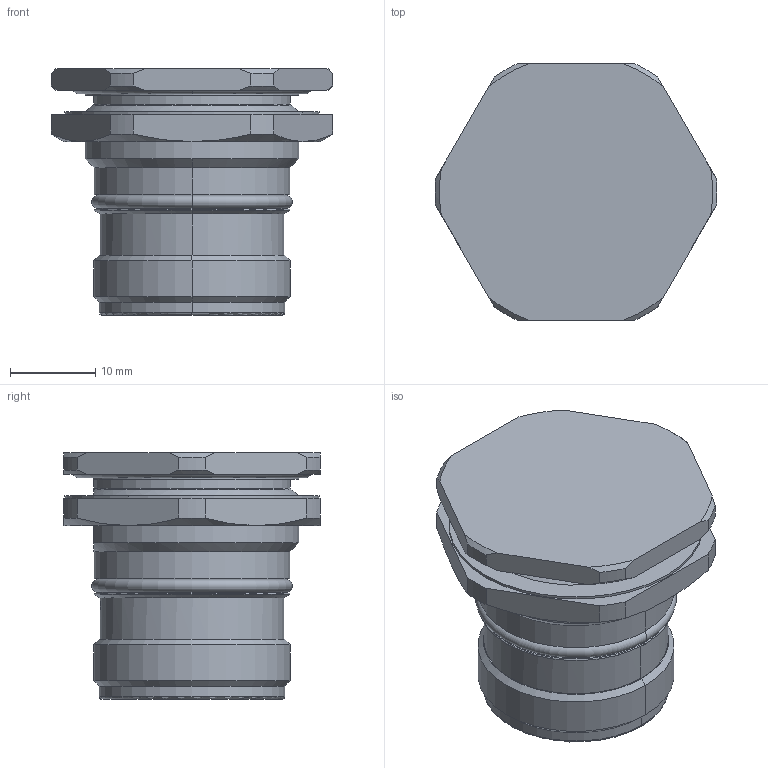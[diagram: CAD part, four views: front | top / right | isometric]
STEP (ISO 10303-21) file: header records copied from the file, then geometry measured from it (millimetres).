
FILE_DESCRIPTION((''),'2;1');
FILE_NAME('RC-0000000H000','2015-06-08T',('skraut'),(''),'PRO/ENGINEER BY PARAMETRIC TECHNOLOGY CORPORATION, 2014200','PRO/ENGINEER BY PARAMETRIC TECHNOLOGY CORPORATION, 2014200','');
FILE_SCHEMA(('AUTOMOTIVE_DESIGN { 1 0 10303 214 1 1 1 1 }'));
Length unit declared in the file: millimetre
Products named in the file (1): RC-0000000H000
Bounding box: 32.98 x 30 x 28.8 mm (x, y, z)
Volume: 13956 mm3; surface area: 4587.8 mm2
Topology: 1 solids, 1 shells, 97 faces, 241 edges, 154 vertices
Faces by surface type: cylinder 31, cone 29, plane 26, torus 9, extrusion 2
Entity records: 3505 total; most frequent: CARTESIAN_POINT 1045, DIRECTION 490, ORIENTED_EDGE 482, EDGE_CURVE 241, AXIS2_PLACEMENT_3D 204, VERTEX_POINT 154, CIRCLE 109, EDGE_LOOP 105
